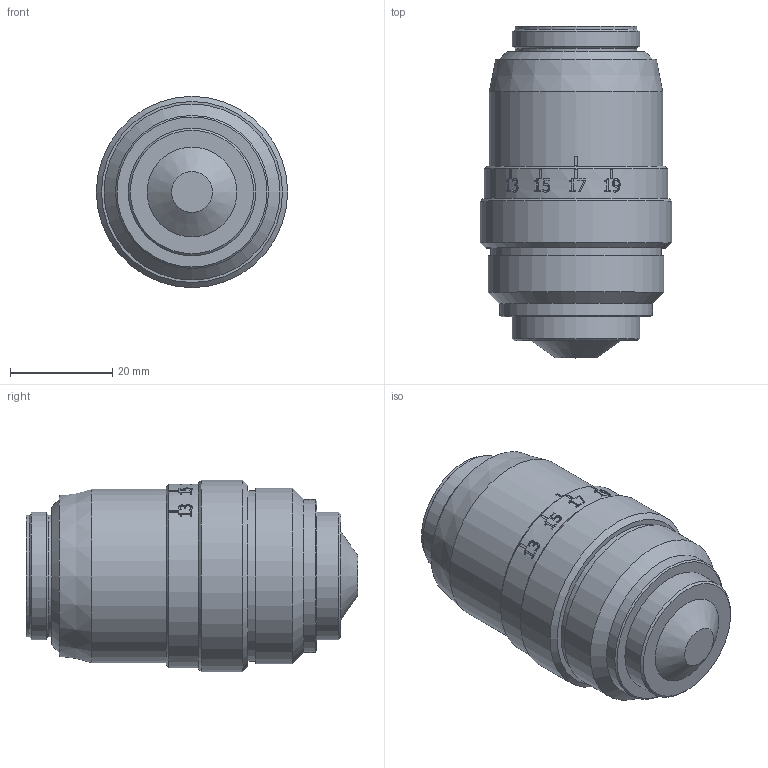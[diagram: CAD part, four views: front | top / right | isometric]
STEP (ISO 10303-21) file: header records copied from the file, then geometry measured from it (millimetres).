
FILE_DESCRIPTION(/* description */ (''),/* implementation_level */ '2;1');
FILE_NAME(/* name */ 'Nikon_DIC_N2_Objective.stp',/* time_stamp */ '2015-05-22T10:58:27-07:00',/* author */ ('maricha1'),/* organization */ (''),/* preprocessor_version */ 'ST-DEVELOPER v15.6',/* originating_system */ 'Autodesk Inventor 2015',/* authorisation */ '');
FILE_SCHEMA (('AUTOMOTIVE_DESIGN { 1 0 10303 214 3 1 1 }'));
Length unit declared in the file: millimetre
Products named in the file (1): Nikon_DIC_N2_Objective
Bounding box: 37.5 x 65.06 x 37.5 mm (x, y, z)
Volume: 14545.7 mm3; surface area: 14796.4 mm2
Topology: 1 solids, 1 shells, 211 faces, 511 edges, 335 vertices
Faces by surface type: plane 103, bspline 57, cylinder 34, cone 17
Full cylindrical faces by diameter (mm): 19.8 x2, 20.97 x1, 21 x1, 23.8 x2, 24.97 x1, 25 x1, 26 x1, 29.357 x1, 30 x2, 30.5 x1, 32 x1, 33.357 x1, 33.5 x1, 34 x1, 34.5 x1, 36 x1, 37.5 x1
Entity records: 22884 total; most frequent: CARTESIAN_POINT 18355, ORIENTED_EDGE 948, DIRECTION 686, EDGE_CURVE 474, VERTEX_POINT 335, EDGE_LOOP 281, AXIS2_PLACEMENT_3D 253, FACE_OUTER_BOUND 211
